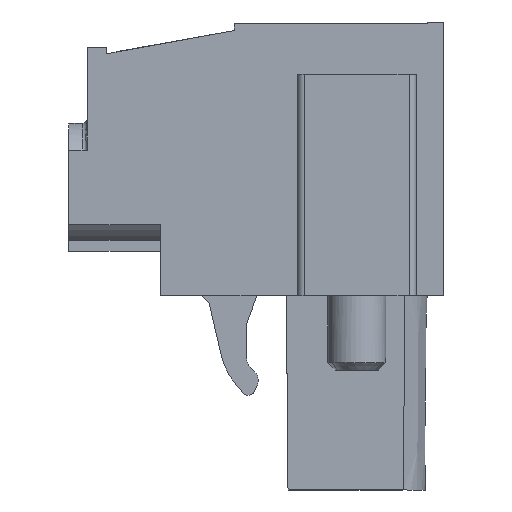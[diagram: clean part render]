
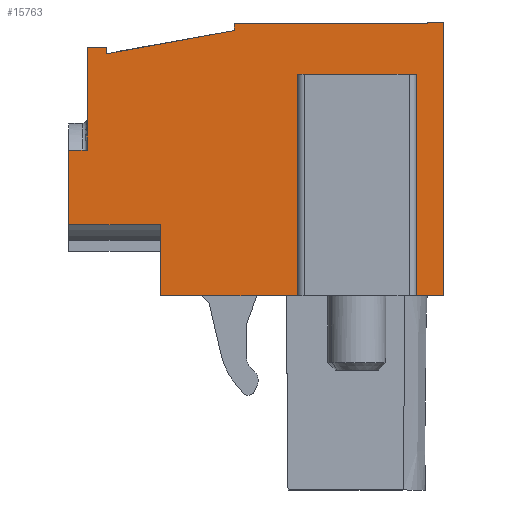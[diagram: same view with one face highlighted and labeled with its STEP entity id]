
A CAD part, left-side view. The second image highlights one B-rep face of the part: STEP entity #15763.
In plain terms, the highlighted planar face has unit normal (-1, 0, 0).
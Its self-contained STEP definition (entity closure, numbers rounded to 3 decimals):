
#15695=AXIS2_PLACEMENT_3D('Plane Axis2P3D',#15692,#15693,#15694) ;
#782=CARTESIAN_POINT('Vertex',(4.9,0.,20.1)) ;
#803=CARTESIAN_POINT('Vertex',(4.9,0.7,20.1)) ;
#806=CARTESIAN_POINT('Line Origine',(4.9,0.35,20.1)) ;
#835=CARTESIAN_POINT('Vertex',(4.9,0.7,20.035)) ;
#838=CARTESIAN_POINT('Line Origine',(4.9,0.7,20.068)) ;
#856=CARTESIAN_POINT('Line Origine',(4.9,11.718,19.236)) ;
#860=CARTESIAN_POINT('Vertex',(4.9,8.986,19.736)) ;
#862=CARTESIAN_POINT('Vertex',(4.9,14.45,18.737)) ;
#1002=CARTESIAN_POINT('Vertex',(4.9,14.45,19.)) ;
#1016=CARTESIAN_POINT('Vertex',(4.9,15.3,19.)) ;
#1019=CARTESIAN_POINT('Line Origine',(4.9,14.875,19.)) ;
#1120=CARTESIAN_POINT('Vertex',(4.9,16.1,11.4)) ;
#1123=CARTESIAN_POINT('Line Origine',(4.9,16.1,13.)) ;
#1127=CARTESIAN_POINT('Vertex',(4.9,16.1,14.6)) ;
#2561=CARTESIAN_POINT('Vertex',(4.9,6.275,17.85)) ;
#2564=CARTESIAN_POINT('Line Origine',(4.9,6.275,13.1)) ;
#2568=CARTESIAN_POINT('Vertex',(4.9,6.275,8.35)) ;
#14218=CARTESIAN_POINT('Vertex',(4.9,1.175,17.85)) ;
#14221=CARTESIAN_POINT('Line Origine',(4.9,3.725,17.85)) ;
#14854=CARTESIAN_POINT('Vertex',(4.9,1.175,8.35)) ;
#14857=CARTESIAN_POINT('Line Origine',(4.9,1.175,13.1)) ;
#15246=CARTESIAN_POINT('Vertex',(4.9,12.15,11.4)) ;
#15249=CARTESIAN_POINT('Line Origine',(4.9,14.125,11.4)) ;
#15266=CARTESIAN_POINT('Line Origine',(4.9,15.7,14.6)) ;
#15270=CARTESIAN_POINT('Vertex',(4.9,15.3,14.6)) ;
#15692=CARTESIAN_POINT('Axis2P3D Location',(4.9,3.725,0.)) ;
#15697=CARTESIAN_POINT('Line Origine',(4.9,0.587,8.35)) ;
#15701=CARTESIAN_POINT('Vertex',(4.9,0.,8.35)) ;
#15704=CARTESIAN_POINT('Line Origine',(4.9,0.,14.225)) ;
#15709=CARTESIAN_POINT('Line Origine',(4.9,4.843,20.035)) ;
#15713=CARTESIAN_POINT('Vertex',(4.9,8.986,20.035)) ;
#15716=CARTESIAN_POINT('Line Origine',(4.9,8.986,19.886)) ;
#15721=CARTESIAN_POINT('Line Origine',(4.9,14.45,18.868)) ;
#15726=CARTESIAN_POINT('Line Origine',(4.9,15.3,16.8)) ;
#15731=CARTESIAN_POINT('Line Origine',(4.9,12.15,9.875)) ;
#15735=CARTESIAN_POINT('Vertex',(4.9,12.15,8.35)) ;
#15738=CARTESIAN_POINT('Line Origine',(4.9,9.213,8.35)) ;
#807=DIRECTION('Vector Direction',(0.,-1.,0.)) ;
#839=DIRECTION('Vector Direction',(0.,0.,1.)) ;
#857=DIRECTION('Vector Direction',(0.,0.984,-0.18)) ;
#1020=DIRECTION('Vector Direction',(0.,-1.,0.)) ;
#1124=DIRECTION('Vector Direction',(0.,0.,1.)) ;
#2565=DIRECTION('Vector Direction',(0.,0.,1.)) ;
#14222=DIRECTION('Vector Direction',(0.,-1.,0.)) ;
#14858=DIRECTION('Vector Direction',(0.,0.,1.)) ;
#15250=DIRECTION('Vector Direction',(0.,1.,0.)) ;
#15267=DIRECTION('Vector Direction',(0.,1.,0.)) ;
#15693=DIRECTION('Axis2P3D Direction',(-1.,0.,0.)) ;
#15694=DIRECTION('Axis2P3D XDirection',(0.,0.,1.)) ;
#15698=DIRECTION('Vector Direction',(0.,-1.,0.)) ;
#15705=DIRECTION('Vector Direction',(0.,0.,-1.)) ;
#15710=DIRECTION('Vector Direction',(0.,1.,0.)) ;
#15717=DIRECTION('Vector Direction',(0.,0.,1.)) ;
#15722=DIRECTION('Vector Direction',(0.,0.,-1.)) ;
#15727=DIRECTION('Vector Direction',(0.,0.,1.)) ;
#15732=DIRECTION('Vector Direction',(0.,0.,-1.)) ;
#15739=DIRECTION('Vector Direction',(0.,-1.,0.)) ;
#808=VECTOR('Line Direction',#807,1.) ;
#840=VECTOR('Line Direction',#839,1.) ;
#858=VECTOR('Line Direction',#857,1.) ;
#1021=VECTOR('Line Direction',#1020,1.) ;
#1125=VECTOR('Line Direction',#1124,1.) ;
#2566=VECTOR('Line Direction',#2565,1.) ;
#14223=VECTOR('Line Direction',#14222,1.) ;
#14859=VECTOR('Line Direction',#14858,1.) ;
#15251=VECTOR('Line Direction',#15250,1.) ;
#15268=VECTOR('Line Direction',#15267,1.) ;
#15699=VECTOR('Line Direction',#15698,1.) ;
#15706=VECTOR('Line Direction',#15705,1.) ;
#15711=VECTOR('Line Direction',#15710,1.) ;
#15718=VECTOR('Line Direction',#15717,1.) ;
#15723=VECTOR('Line Direction',#15722,1.) ;
#15728=VECTOR('Line Direction',#15727,1.) ;
#15733=VECTOR('Line Direction',#15732,1.) ;
#15740=VECTOR('Line Direction',#15739,1.) ;
#15744=ORIENTED_EDGE('',*,*,#15703,.T.) ;
#15745=ORIENTED_EDGE('',*,*,#15708,.T.) ;
#15746=ORIENTED_EDGE('',*,*,#810,.F.) ;
#15747=ORIENTED_EDGE('',*,*,#842,.F.) ;
#15748=ORIENTED_EDGE('',*,*,#15715,.F.) ;
#15749=ORIENTED_EDGE('',*,*,#15720,.F.) ;
#15750=ORIENTED_EDGE('',*,*,#864,.T.) ;
#15751=ORIENTED_EDGE('',*,*,#15725,.T.) ;
#15752=ORIENTED_EDGE('',*,*,#1023,.T.) ;
#15753=ORIENTED_EDGE('',*,*,#15730,.T.) ;
#15754=ORIENTED_EDGE('',*,*,#15272,.T.) ;
#15755=ORIENTED_EDGE('',*,*,#1129,.T.) ;
#15756=ORIENTED_EDGE('',*,*,#15253,.F.) ;
#15757=ORIENTED_EDGE('',*,*,#15737,.T.) ;
#15758=ORIENTED_EDGE('',*,*,#15742,.T.) ;
#15759=ORIENTED_EDGE('',*,*,#2570,.T.) ;
#15760=ORIENTED_EDGE('',*,*,#14225,.T.) ;
#15761=ORIENTED_EDGE('',*,*,#14861,.T.) ;
#15763=ADVANCED_FACE('model',(#15762),#15696,.T.) ;
#810=EDGE_CURVE('',#804,#783,#809,.T.) ;
#842=EDGE_CURVE('',#836,#804,#841,.T.) ;
#864=EDGE_CURVE('',#861,#863,#859,.T.) ;
#1023=EDGE_CURVE('',#1003,#1017,#1022,.F.) ;
#1129=EDGE_CURVE('',#1128,#1121,#1126,.F.) ;
#2570=EDGE_CURVE('',#2569,#2562,#2567,.T.) ;
#14225=EDGE_CURVE('',#2562,#14219,#14224,.T.) ;
#14861=EDGE_CURVE('',#14219,#14855,#14860,.F.) ;
#15253=EDGE_CURVE('',#15247,#1121,#15252,.T.) ;
#15272=EDGE_CURVE('',#15271,#1128,#15269,.T.) ;
#15703=EDGE_CURVE('',#14855,#15702,#15700,.T.) ;
#15708=EDGE_CURVE('',#15702,#783,#15707,.F.) ;
#15715=EDGE_CURVE('',#15714,#836,#15712,.F.) ;
#15720=EDGE_CURVE('',#861,#15714,#15719,.T.) ;
#15725=EDGE_CURVE('',#863,#1003,#15724,.F.) ;
#15730=EDGE_CURVE('',#1017,#15271,#15729,.F.) ;
#15737=EDGE_CURVE('',#15247,#15736,#15734,.T.) ;
#15742=EDGE_CURVE('',#15736,#2569,#15741,.T.) ;
#15743=EDGE_LOOP('',(#15744,#15745,#15746,#15747,#15748,#15749,#15750,#15751,#15752,#15753,#15754,#15755,#15756,#15757,#15758,#15759,#15760,#15761)) ;
#15762=FACE_OUTER_BOUND('',#15743,.T.) ;
#809=LINE('Line',#806,#808) ;
#841=LINE('Line',#838,#840) ;
#859=LINE('Line',#856,#858) ;
#1022=LINE('Line',#1019,#1021) ;
#1126=LINE('Line',#1123,#1125) ;
#2567=LINE('Line',#2564,#2566) ;
#14224=LINE('Line',#14221,#14223) ;
#14860=LINE('Line',#14857,#14859) ;
#15252=LINE('Line',#15249,#15251) ;
#15269=LINE('Line',#15266,#15268) ;
#15700=LINE('Line',#15697,#15699) ;
#15707=LINE('Line',#15704,#15706) ;
#15712=LINE('Line',#15709,#15711) ;
#15719=LINE('Line',#15716,#15718) ;
#15724=LINE('Line',#15721,#15723) ;
#15729=LINE('Line',#15726,#15728) ;
#15734=LINE('Line',#15731,#15733) ;
#15741=LINE('Line',#15738,#15740) ;
#15696=PLANE('',#15695) ;
#783=VERTEX_POINT('',#782) ;
#804=VERTEX_POINT('',#803) ;
#836=VERTEX_POINT('',#835) ;
#861=VERTEX_POINT('',#860) ;
#863=VERTEX_POINT('',#862) ;
#1003=VERTEX_POINT('',#1002) ;
#1017=VERTEX_POINT('',#1016) ;
#1121=VERTEX_POINT('',#1120) ;
#1128=VERTEX_POINT('',#1127) ;
#2562=VERTEX_POINT('',#2561) ;
#2569=VERTEX_POINT('',#2568) ;
#14219=VERTEX_POINT('',#14218) ;
#14855=VERTEX_POINT('',#14854) ;
#15247=VERTEX_POINT('',#15246) ;
#15271=VERTEX_POINT('',#15270) ;
#15702=VERTEX_POINT('',#15701) ;
#15714=VERTEX_POINT('',#15713) ;
#15736=VERTEX_POINT('',#15735) ;
